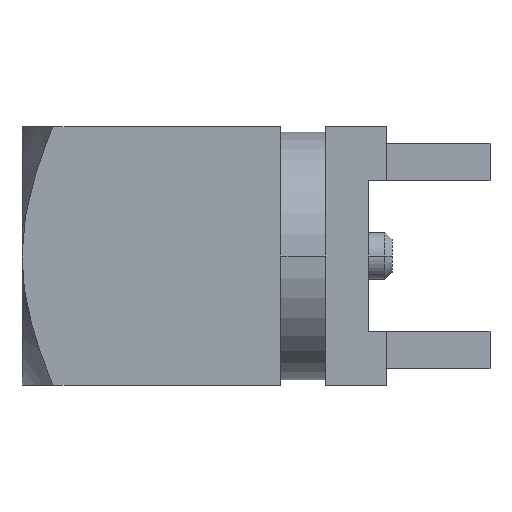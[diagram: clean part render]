
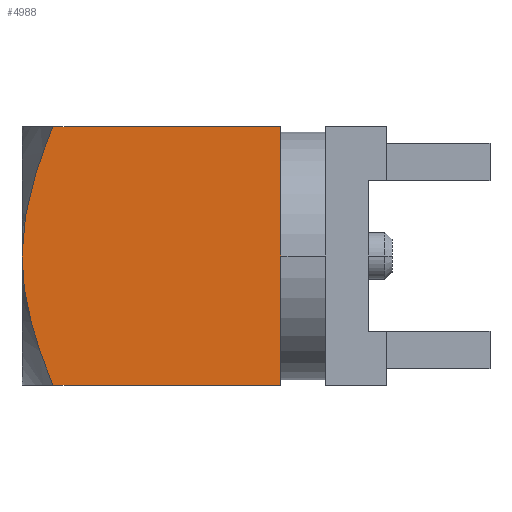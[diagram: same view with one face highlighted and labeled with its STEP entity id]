
A CAD part, left-side view. The second image highlights one B-rep face of the part: STEP entity #4988.
In plain terms, the highlighted planar face has unit normal (-1, 0, 0).
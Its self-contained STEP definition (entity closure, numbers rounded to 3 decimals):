
#1683=DIRECTION('',(0.,-1.,0.));
#1684=VECTOR('',#1683,6.163);
#1685=CARTESIAN_POINT('',(-15.1,2.663,-3.5));
#1686=LINE('',#1685,#1684);
#1691=CARTESIAN_POINT('',(-15.1,3.5,
0.));
#1692=CARTESIAN_POINT('',(-15.1,3.5,
0.11));
#1693=CARTESIAN_POINT('',(-15.1,3.494,0.329));
#1694=CARTESIAN_POINT('',(-15.1,3.468,0.656));
#1695=CARTESIAN_POINT('',(-15.1,3.424,0.983));
#1696=CARTESIAN_POINT('',(-15.1,3.366,1.309));
#1697=CARTESIAN_POINT('',(-15.1,3.292,1.637));
#1698=CARTESIAN_POINT('',(-15.1,3.204,1.971));
#1699=CARTESIAN_POINT('',(-15.1,3.1,2.316));
#1700=CARTESIAN_POINT('',(-15.1,2.978,2.678));
#1701=CARTESIAN_POINT('',(-15.1,2.836,3.067));
#1702=CARTESIAN_POINT('',(-15.1,2.724,3.352));
#1703=CARTESIAN_POINT('',(-15.1,2.663,3.5));
#1705=DIRECTION('',(0.,-1.,0.));
#1706=VECTOR('',#1705,6.163);
#1707=CARTESIAN_POINT('',(-15.1,2.663,3.5));
#1708=LINE('',#1707,#1706);
#1709=DIRECTION('',(0.,0.,-1.));
#1710=VECTOR('',#1709,7.);
#1711=CARTESIAN_POINT('',(-15.1,-3.5,3.5));
#1712=LINE('',#1711,#1710);
#1713=CARTESIAN_POINT('',(-15.1,2.663,-3.5));
#1714=CARTESIAN_POINT('',(-15.1,2.725,-3.348));
#1715=CARTESIAN_POINT('',(-15.1,2.84,-3.056));
#1716=CARTESIAN_POINT('',(-15.1,2.984,-2.662));
#1717=CARTESIAN_POINT('',(-15.1,3.106,-2.297));
#1718=CARTESIAN_POINT('',(-15.1,3.21,-1.951));
#1719=CARTESIAN_POINT('',(-15.1,3.297,-1.617));
#1720=CARTESIAN_POINT('',(-15.1,3.369,-1.291));
#1721=CARTESIAN_POINT('',(-15.1,3.427,-0.968));
#1722=CARTESIAN_POINT('',(-15.1,3.469,-0.646));
#1723=CARTESIAN_POINT('',(-15.1,3.494,-0.323));
#1724=CARTESIAN_POINT('',(-15.1,3.5,
-0.108));
#1725=CARTESIAN_POINT('',(-15.1,3.5,
0.));
#1749=CARTESIAN_POINT('',(-15.1,2.663,3.5));
#2504=CARTESIAN_POINT('',(-15.1,-3.5,3.5));
#2506=VERTEX_POINT('',#2504);
#2511=CARTESIAN_POINT('',(-15.1,-3.5,-3.5));
#2512=VERTEX_POINT('',#2511);
#2629=CARTESIAN_POINT('',(-15.1,3.5,0.));
#2630=VERTEX_POINT('',#2629);
#2632=VERTEX_POINT('',#1749);
#2633=VERTEX_POINT('',#1713);
#4973=CARTESIAN_POINT('',(-15.1,3.5,3.5));
#4974=DIRECTION('',(-1.,0.,0.));
#4975=DIRECTION('',(0.,0.,-1.));
#4976=AXIS2_PLACEMENT_3D('',#4973,#4974,#4975);
#4977=PLANE('',#4976);
#4979=ORIENTED_EDGE('',*,*,#4978,.T.);
#4981=ORIENTED_EDGE('',*,*,#4980,.T.);
#4983=ORIENTED_EDGE('',*,*,#4982,.T.);
#4984=ORIENTED_EDGE('',*,*,#4952,.F.);
#4985=ORIENTED_EDGE('',*,*,#4965,.T.);
#4986=EDGE_LOOP('',(#4979,#4981,#4983,#4984,#4985));
#4987=FACE_OUTER_BOUND('',#4986,.F.);
#4988=ADVANCED_FACE('',(#4987),#4977,.T.);
#1704=B_SPLINE_CURVE_WITH_KNOTS('',3,(#1691,#1692,#1693,#1694,#1695,#1696,#1697,
#1698,#1699,#1700,#1701,#1702,#1703),.UNSPECIFIED.,.F.,.F.,(4,1,1,1,1,1,1,1,1,1,
4),(0.,0.1,0.2,0.3,0.4,0.5,0.6,0.7,0.8,0.9,1.),
.UNSPECIFIED.);
#1726=B_SPLINE_CURVE_WITH_KNOTS('',3,(#1713,#1714,#1715,#1716,#1717,#1718,#1719,
#1720,#1721,#1722,#1723,#1724,#1725),.UNSPECIFIED.,.F.,.F.,(4,1,1,1,1,1,1,1,1,1,
4),(0.,0.1,0.2,0.3,0.4,0.5,0.6,0.7,0.8,0.9,1.),
.UNSPECIFIED.);
#4952=EDGE_CURVE('',#2633,#2512,#1686,.T.);
#4965=EDGE_CURVE('',#2633,#2630,#1726,.T.);
#4978=EDGE_CURVE('',#2630,#2632,#1704,.T.);
#4980=EDGE_CURVE('',#2632,#2506,#1708,.T.);
#4982=EDGE_CURVE('',#2506,#2512,#1712,.T.);
